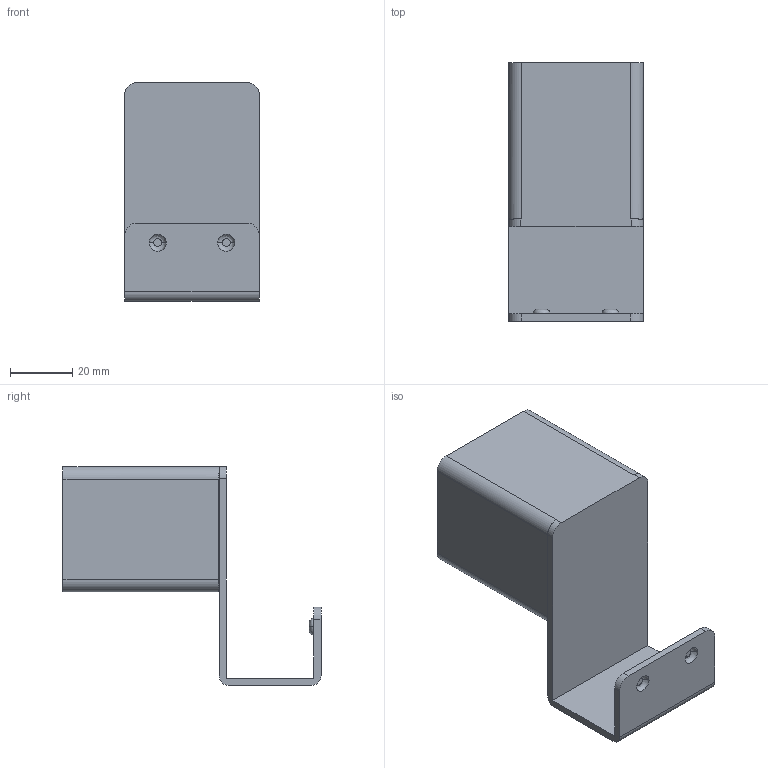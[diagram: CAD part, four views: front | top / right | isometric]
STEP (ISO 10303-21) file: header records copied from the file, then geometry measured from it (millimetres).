
FILE_DESCRIPTION (( 'STEP AP214' ), '1' );
FILE_NAME ('B339 Êðîíøòåéí äëÿ àëþìèíèåâîé íàïðàâëÿþùåé òèï C.STEP', '2023-11-16T09:38:42', ( '' ), ( '' ), 'SwSTEP 2.0', 'SolidWorks 2022', '' );
FILE_SCHEMA (( 'AUTOMOTIVE_DESIGN' ));
Length unit declared in the file: millimetre
Products named in the file (1): B339 Кронштейн для алюминиевой направляющей тип C
Bounding box: 43.1 x 82.6 x 70 mm (x, y, z)
Volume: 26333.5 mm3; surface area: 24587 mm2
Topology: 1 solids, 1 shells, 52 faces, 136 edges, 90 vertices
Faces by surface type: plane 28, cylinder 16, bspline 8
Entity records: 2414 total; most frequent: CARTESIAN_POINT 507, DIRECTION 278, ORIENTED_EDGE 272, EDGE_CURVE 136, AXIS2_PLACEMENT_3D 101, VERTEX_POINT 90, VECTOR 76, LINE 76
